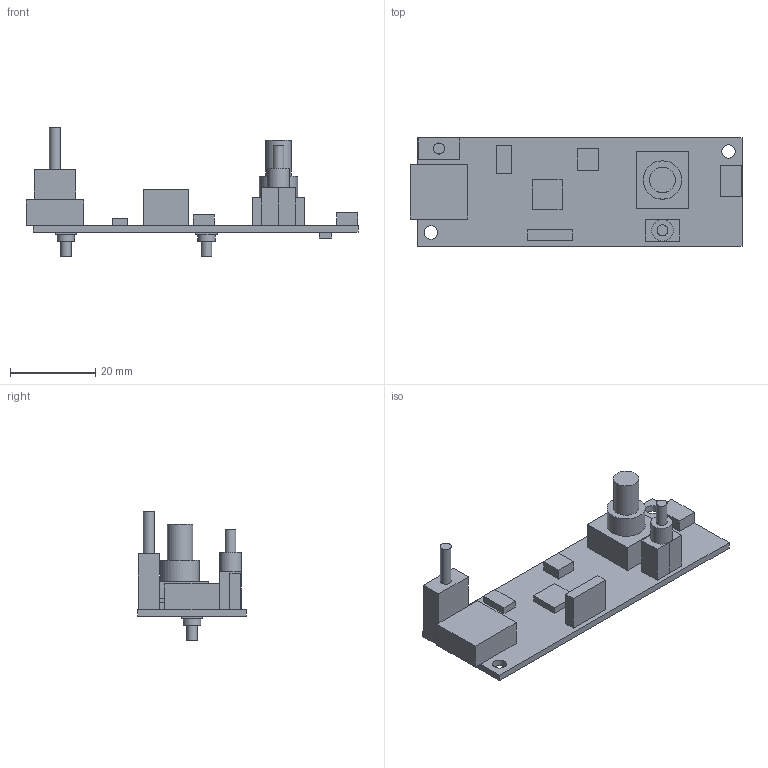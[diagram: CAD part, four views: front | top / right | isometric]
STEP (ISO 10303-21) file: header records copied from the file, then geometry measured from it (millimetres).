
FILE_DESCRIPTION(('FreeCAD Model'),'2;1');
FILE_NAME('freeflow2.step', '2020-03-24T09:12:41',('Author'),(''), 'Open CASCADE STEP processor 7.3','FreeCAD','Unknown');
FILE_SCHEMA(('AUTOMOTIVE_DESIGN { 1 0 10303 214 1 1 1 1 }'));
Length unit declared in the file: millimetre
Products named in the file (1): Group005
Bounding box: 77.92 x 25.4 x 30.47 mm (x, y, z)
Volume: 7535.6 mm3; surface area: 6576.3 mm2
Topology: 1 solids, 1 shells, 90 faces, 201 edges, 132 vertices
Faces by surface type: plane 79, cylinder 11
Full cylindrical faces by diameter (mm): 2.5 x2, 2.54 x1, 2.6 x1, 3.175 x2, 4.1 x2, 5.08 x1, 6 x1, 9 x1
Entity records: 5720 total; most frequent: CARTESIAN_POINT 830, DIRECTION 805, LINE 551, VECTOR 551, ORIENTED_EDGE 402, PCURVE 402, DEFINITIONAL_REPRESENTATION 402, EDGE_CURVE 201
